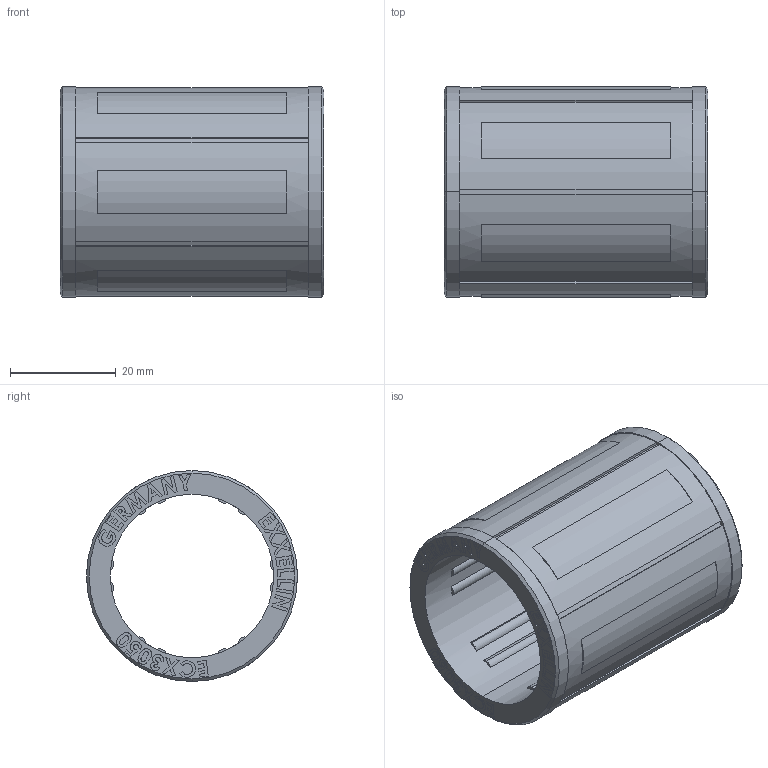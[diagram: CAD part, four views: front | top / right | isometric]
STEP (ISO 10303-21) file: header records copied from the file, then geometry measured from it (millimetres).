
FILE_DESCRIPTION (( 'STEP AP214' ), '1' );
FILE_NAME ('EXC30-3D.STEP', '2016-07-05T08:46:42', ( '' ), ( '' ), 'SwSTEP 2.0', 'SolidWorks 2016', '' );
FILE_SCHEMA (( 'AUTOMOTIVE_DESIGN' ));
Length unit declared in the file: millimetre
Products named in the file (1): EXC30-3D
Bounding box: 50 x 40 x 40 mm (x, y, z)
Volume: 24338.9 mm3; surface area: 12574.7 mm2
Topology: 1 solids, 1 shells, 636 faces, 1682 edges, 1120 vertices
Faces by surface type: plane 472, bspline 126, cylinder 34, cone 4
Entity records: 27624 total; most frequent: CARTESIAN_POINT 11709, ORIENTED_EDGE 3364, DIRECTION 2560, EDGE_CURVE 1682, LINE 1322, VECTOR 1322, VERTEX_POINT 1120, EDGE_LOOP 710
